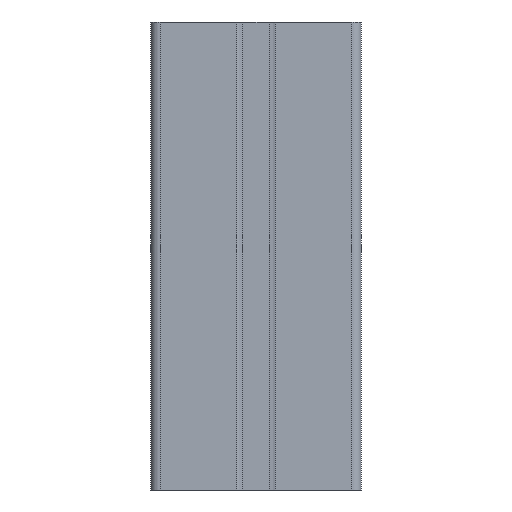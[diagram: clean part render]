
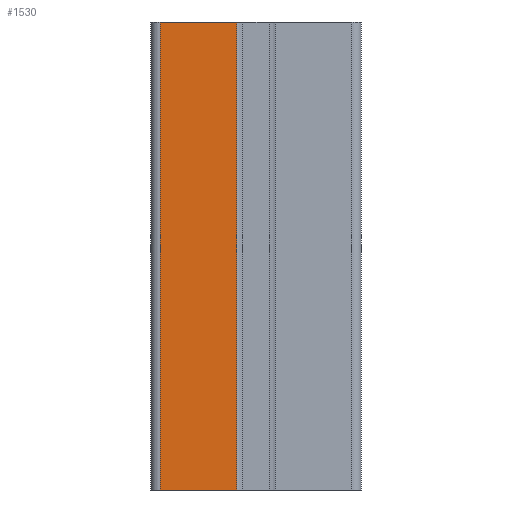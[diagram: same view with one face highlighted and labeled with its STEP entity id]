
A CAD part, left-side view. The second image highlights one B-rep face of the part: STEP entity #1530.
In plain terms, the highlighted planar face has unit normal (-1, 0, 0).
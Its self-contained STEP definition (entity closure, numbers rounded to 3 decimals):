
#786=CARTESIAN_POINT('',(-22.5,4.1,0.0));
#787=VERTEX_POINT('',#786);
#802=CARTESIAN_POINT('',(-22.5,4.1,100.0));
#803=VERTEX_POINT('',#802);
#810=CARTESIAN_POINT('',(-22.5,4.1,0.0));
#811=DIRECTION('',(0.0,0.0,1.0));
#812=VECTOR('',#811,100.0);
#813=LINE('',#810,#812);
#814=EDGE_CURVE('',#787,#803,#813,.T.);
#886=CARTESIAN_POINT('',(-22.5,20.5,0.0));
#887=VERTEX_POINT('',#886);
#888=CARTESIAN_POINT('',(-22.5,4.1,0.0));
#889=DIRECTION('',(0.0,1.0,0.0));
#890=VECTOR('',#889,16.4);
#891=LINE('',#888,#890);
#892=EDGE_CURVE('',#787,#887,#891,.T.);
#1507=CARTESIAN_POINT('',(-22.5,4.1,0.0));
#1508=DIRECTION('',(-1.0,0.0,0.0));
#1509=DIRECTION('',(0.0,0.0,1.0));
#1510=AXIS2_PLACEMENT_3D('',#1507,#1508,#1509);
#1511=PLANE('',#1510);
#1512=ORIENTED_EDGE('',*,*,#814,.T.);
#1513=CARTESIAN_POINT('',(-22.5,20.5,100.0));
#1514=VERTEX_POINT('',#1513);
#1515=CARTESIAN_POINT('',(-22.5,4.1,100.0));
#1516=DIRECTION('',(0.0,1.0,0.0));
#1517=VECTOR('',#1516,16.4);
#1518=LINE('',#1515,#1517);
#1519=EDGE_CURVE('',#803,#1514,#1518,.T.);
#1520=ORIENTED_EDGE('',*,*,#1519,.T.);
#1521=CARTESIAN_POINT('',(-22.5,20.5,0.0));
#1522=DIRECTION('',(0.0,0.0,1.0));
#1523=VECTOR('',#1522,100.0);
#1524=LINE('',#1521,#1523);
#1525=EDGE_CURVE('',#887,#1514,#1524,.T.);
#1526=ORIENTED_EDGE('',*,*,#1525,.F.);
#1527=ORIENTED_EDGE('',*,*,#892,.F.);
#1528=EDGE_LOOP('',(#1512,#1520,#1526,#1527));
#1529=FACE_OUTER_BOUND('',#1528,.T.);
#1530=ADVANCED_FACE('',(#1529),#1511,.T.);
